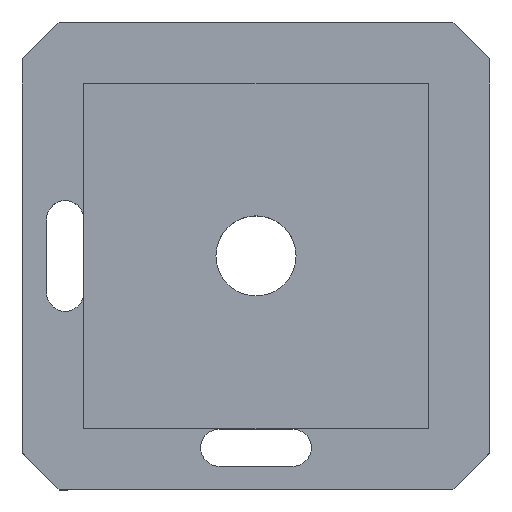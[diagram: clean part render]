
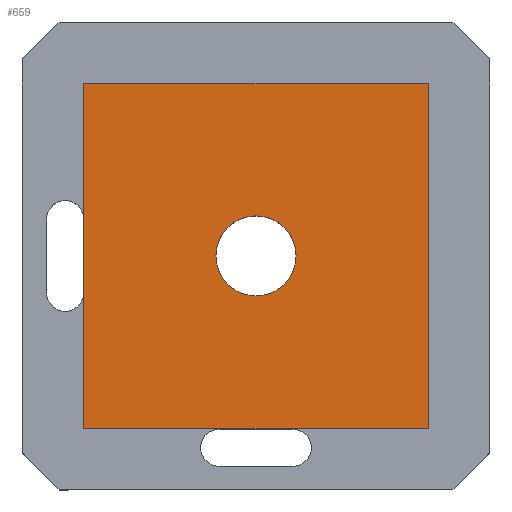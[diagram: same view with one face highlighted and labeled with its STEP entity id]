
A CAD part, top view. The second image highlights one B-rep face of the part: STEP entity #659.
In plain terms, the highlighted planar face has unit normal (0, 0, 1).
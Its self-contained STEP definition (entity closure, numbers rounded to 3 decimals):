
#26=FACE_BOUND('',#99,.T.);
#39=CIRCLE('',#716,3.25);
#62=FACE_OUTER_BOUND('',#98,.T.);
#98=EDGE_LOOP('',(#457,#458,#459,#460));
#99=EDGE_LOOP('',(#461));
#146=LINE('',#963,#219);
#150=LINE('',#972,#223);
#153=LINE('',#976,#226);
#154=LINE('',#978,#227);
#219=VECTOR('',#774,10.);
#223=VECTOR('',#780,10.);
#226=VECTOR('',#785,10.);
#227=VECTOR('',#788,10.);
#292=VERTEX_POINT('',#960);
#293=VERTEX_POINT('',#962);
#296=VERTEX_POINT('',#969);
#297=VERTEX_POINT('',#971);
#298=VERTEX_POINT('',#979);
#354=EDGE_CURVE('',#293,#292,#146,.T.);
#358=EDGE_CURVE('',#297,#296,#150,.T.);
#361=EDGE_CURVE('',#292,#297,#153,.T.);
#362=EDGE_CURVE('',#296,#293,#154,.T.);
#363=EDGE_CURVE('',#298,#298,#39,.T.);
#457=ORIENTED_EDGE('',*,*,#361,.T.);
#458=ORIENTED_EDGE('',*,*,#358,.T.);
#459=ORIENTED_EDGE('',*,*,#362,.T.);
#460=ORIENTED_EDGE('',*,*,#354,.T.);
#461=ORIENTED_EDGE('',*,*,#363,.T.);
#634=PLANE('',#715);
#659=ADVANCED_FACE('',(#62,#26),#634,.T.);
#715=AXIS2_PLACEMENT_3D('',#977,#786,#787);
#716=AXIS2_PLACEMENT_3D('',#980,#789,#790);
#774=DIRECTION('',(1.,0.,0.));
#780=DIRECTION('',(-1.,0.,0.));
#785=DIRECTION('',(0.,1.,0.));
#786=DIRECTION('center_axis',(0.,0.,
1.));
#787=DIRECTION('ref_axis',(1.,0.,0.));
#788=DIRECTION('',(0.,-1.,0.));
#789=DIRECTION('center_axis',(0.,0.,
-1.));
#790=DIRECTION('ref_axis',(-1.,0.,0.));
#960=CARTESIAN_POINT('',(-9.071,-14.,10.));
#962=CARTESIAN_POINT('',(-37.071,-14.,10.));
#963=CARTESIAN_POINT('',(-37.071,-14.,10.));
#969=CARTESIAN_POINT('',(-37.071,14.,10.));
#971=CARTESIAN_POINT('',(-9.071,14.,10.));
#972=CARTESIAN_POINT('',(-9.071,14.,10.));
#976=CARTESIAN_POINT('',(-9.071,-14.,10.));
#977=CARTESIAN_POINT('Origin',(-23.071,0.,
10.));
#978=CARTESIAN_POINT('',(-37.071,14.,10.));
#979=CARTESIAN_POINT('',(-19.821,0.,10.));
#980=CARTESIAN_POINT('Origin',(-23.071,0.,
10.));
